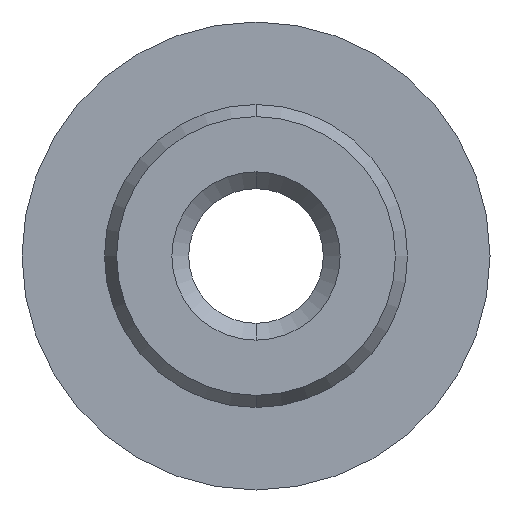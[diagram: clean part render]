
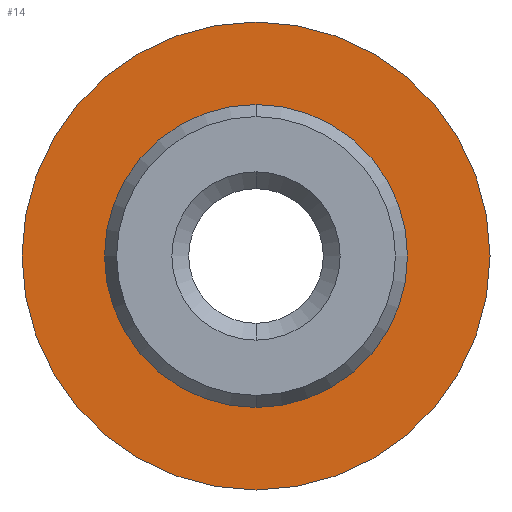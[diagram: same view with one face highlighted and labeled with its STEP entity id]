
A CAD part, front view. The second image highlights one B-rep face of the part: STEP entity #14.
In plain terms, the highlighted planar face has unit normal (0, -1, 0).
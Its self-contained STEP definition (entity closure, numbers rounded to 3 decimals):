
#14 = ADVANCED_FACE ( 'NONE', ( #495, #79 ), #246, .F. ) ;
#38 = EDGE_LOOP ( 'NONE', ( #441, #372 ) ) ;
#40 = DIRECTION ( 'NONE',  ( 0., 1., 0. ) ) ;
#79 = FACE_BOUND ( 'NONE', #334, .T. ) ;
#85 = AXIS2_PLACEMENT_3D ( 'NONE', #407, #312, #474 ) ;
#95 = CARTESIAN_POINT ( 'NONE',  ( 0., 0., -1.8 ) ) ;
#118 = VERTEX_POINT ( 'NONE', #414 ) ;
#140 = AXIS2_PLACEMENT_3D ( 'NONE', #417, #40, #379 ) ;
#149 = DIRECTION ( 'NONE',  ( 0., 0., 1. ) ) ;
#159 = VERTEX_POINT ( 'NONE', #393 ) ;
#173 = CARTESIAN_POINT ( 'NONE',  ( 0., 0., 0. ) ) ;
#186 = AXIS2_PLACEMENT_3D ( 'NONE', #235, #411, #221 ) ;
#188 = VERTEX_POINT ( 'NONE', #502 ) ;
#191 = VERTEX_POINT ( 'NONE', #95 ) ;
#221 = DIRECTION ( 'NONE',  ( 0., 0., 1. ) ) ;
#235 = CARTESIAN_POINT ( 'NONE',  ( 0., 0., 0. ) ) ;
#246 = PLANE ( 'NONE',  #140 ) ;
#267 = CIRCLE ( 'NONE', #365, 2.78 ) ;
#296 = DIRECTION ( 'NONE',  ( 0., 0., 1. ) ) ;
#299 = EDGE_CURVE ( 'NONE', #118, #188, #440, .T. ) ;
#312 = DIRECTION ( 'NONE',  ( 0., 1., 0. ) ) ;
#317 = ORIENTED_EDGE ( 'NONE', *, *, #406, .T. ) ;
#320 = DIRECTION ( 'NONE',  ( 0., 1., 0. ) ) ;
#334 = EDGE_LOOP ( 'NONE', ( #317, #338 ) ) ;
#338 = ORIENTED_EDGE ( 'NONE', *, *, #457, .T. ) ;
#346 = AXIS2_PLACEMENT_3D ( 'NONE', #173, #458, #296 ) ;
#364 = CIRCLE ( 'NONE', #186, 1.8 ) ;
#365 = AXIS2_PLACEMENT_3D ( 'NONE', #481, #320, #149 ) ;
#372 = ORIENTED_EDGE ( 'NONE', *, *, #447, .F. ) ;
#379 = DIRECTION ( 'NONE',  ( 0., 0., 1. ) ) ;
#393 = CARTESIAN_POINT ( 'NONE',  ( 0., 0., 1.8 ) ) ;
#406 = EDGE_CURVE ( 'NONE', #159, #191, #364, .T. ) ;
#407 = CARTESIAN_POINT ( 'NONE',  ( 0., 0., 0. ) ) ;
#410 = CIRCLE ( 'NONE', #85, 1.8 ) ;
#411 = DIRECTION ( 'NONE',  ( 0., 1., 0. ) ) ;
#414 = CARTESIAN_POINT ( 'NONE',  ( 0., 0., 2.78 ) ) ;
#417 = CARTESIAN_POINT ( 'NONE',  ( 1.8, 0., 0. ) ) ;
#440 = CIRCLE ( 'NONE', #346, 2.78 ) ;
#441 = ORIENTED_EDGE ( 'NONE', *, *, #299, .F. ) ;
#447 = EDGE_CURVE ( 'NONE', #188, #118, #267, .T. ) ;
#457 = EDGE_CURVE ( 'NONE', #191, #159, #410, .T. ) ;
#458 = DIRECTION ( 'NONE',  ( 0., 1., 0. ) ) ;
#474 = DIRECTION ( 'NONE',  ( 0., 0., 1. ) ) ;
#481 = CARTESIAN_POINT ( 'NONE',  ( 0., 0., 0. ) ) ;
#495 = FACE_OUTER_BOUND ( 'NONE', #38, .T. ) ;
#502 = CARTESIAN_POINT ( 'NONE',  ( 0., 0., -2.78 ) ) ;
